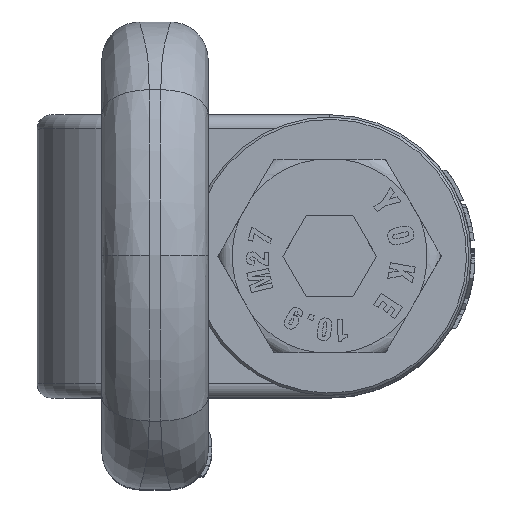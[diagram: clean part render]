
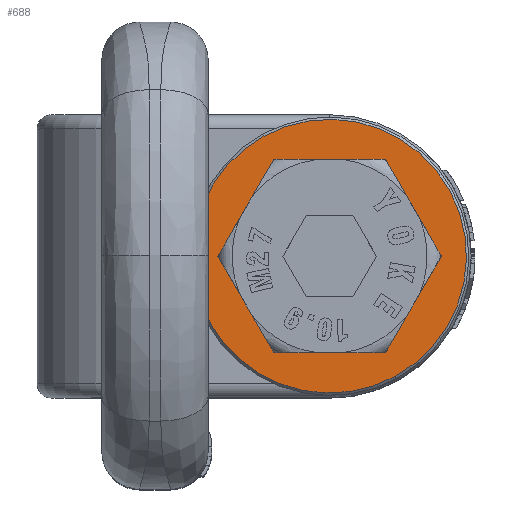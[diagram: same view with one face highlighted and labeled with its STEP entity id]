
A CAD part, top view. The second image highlights one B-rep face of the part: STEP entity #688.
In plain terms, the highlighted planar face has unit normal (0, 0, 1).
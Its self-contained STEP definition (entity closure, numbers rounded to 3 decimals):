
#513=CARTESIAN_POINT('Vertex',(13.903,-25.45,0.)) ;
#516=CARTESIAN_POINT('Axis2P3D Location',(0.,0.,0.)) ;
#520=CARTESIAN_POINT('Vertex',(-13.903,25.45,0.)) ;
#535=CARTESIAN_POINT('Axis2P3D Location',(0.,0.,0.)) ;
#556=CARTESIAN_POINT('Vertex',(7.263,-13.295,0.)) ;
#572=CARTESIAN_POINT('Vertex',(-7.263,13.295,0.)) ;
#575=CARTESIAN_POINT('Axis2P3D Location',(0.,0.,0.)) ;
#592=CARTESIAN_POINT('Axis2P3D Location',(0.,0.,0.)) ;
#675=CARTESIAN_POINT('Axis2P3D Location',(0.,15.15,0.)) ;
#517=DIRECTION('Axis2P3D Direction',(0.,0.,-1.)) ;
#536=DIRECTION('Axis2P3D Direction',(0.,0.,-1.)) ;
#576=DIRECTION('Axis2P3D Direction',(0.,0.,1.)) ;
#593=DIRECTION('Axis2P3D Direction',(0.,0.,1.)) ;
#676=DIRECTION('Axis2P3D Direction',(0.,0.,1.)) ;
#677=DIRECTION('Axis2P3D XDirection',(1.,0.,0.)) ;
#518=AXIS2_PLACEMENT_3D('Circle Axis2P3D',#516,#517,$) ;
#537=AXIS2_PLACEMENT_3D('Circle Axis2P3D',#535,#536,$) ;
#577=AXIS2_PLACEMENT_3D('Circle Axis2P3D',#575,#576,$) ;
#594=AXIS2_PLACEMENT_3D('Circle Axis2P3D',#592,#593,$) ;
#678=AXIS2_PLACEMENT_3D('Plane Axis2P3D',#675,#676,#677) ;
#681=ORIENTED_EDGE('',*,*,#539,.T.) ;
#682=ORIENTED_EDGE('',*,*,#522,.T.) ;
#685=ORIENTED_EDGE('',*,*,#579,.F.) ;
#686=ORIENTED_EDGE('',*,*,#596,.F.) ;
#687=FACE_BOUND('',#684,.T.) ;
#688=ADVANCED_FACE('\X2\51434EF6672C9AD4\X0\',(#683,#687),#679,.T.) ;
#519=CIRCLE('generated circle',#518,29.) ;
#538=CIRCLE('generated circle',#537,29.) ;
#578=CIRCLE('generated circle',#577,15.15) ;
#595=CIRCLE('generated circle',#594,15.15) ;
#522=EDGE_CURVE('',#521,#514,#519,.F.) ;
#539=EDGE_CURVE('',#514,#521,#538,.F.) ;
#579=EDGE_CURVE('',#573,#557,#578,.T.) ;
#596=EDGE_CURVE('',#557,#573,#595,.T.) ;
#680=EDGE_LOOP('',(#681,#682)) ;
#684=EDGE_LOOP('',(#685,#686)) ;
#683=FACE_OUTER_BOUND('',#680,.T.) ;
#679=PLANE('Plane',#678) ;
#514=VERTEX_POINT('',#513) ;
#521=VERTEX_POINT('',#520) ;
#557=VERTEX_POINT('',#556) ;
#573=VERTEX_POINT('',#572) ;
